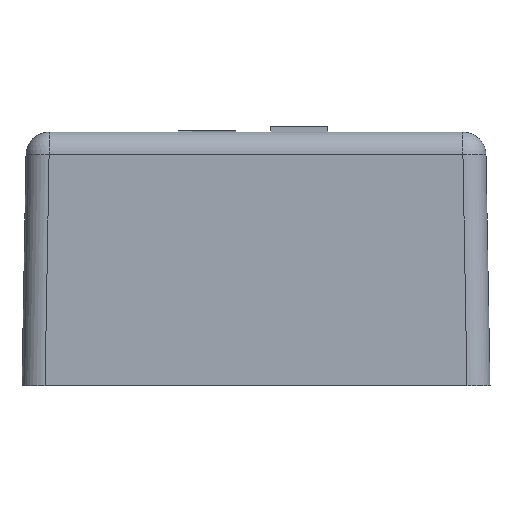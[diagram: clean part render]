
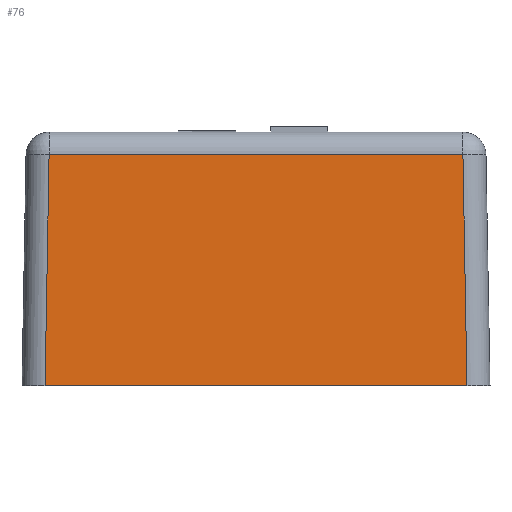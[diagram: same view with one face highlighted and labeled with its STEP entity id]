
A CAD part, left-side view. The second image highlights one B-rep face of the part: STEP entity #76.
In plain terms, the highlighted planar face has unit normal (-1, 0, 0.018).
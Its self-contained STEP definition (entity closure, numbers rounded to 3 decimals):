
#76 = ADVANCED_FACE( '', ( #172 ), #173, .T. );
#172 = FACE_OUTER_BOUND( '', #354, .T. );
#173 = PLANE( '', #355 );
#354 = EDGE_LOOP( '', ( #591, #592, #593, #594 ) );
#355 = AXIS2_PLACEMENT_3D( '', #595, #596, #597 );
#591 = ORIENTED_EDGE( '', *, *, #1324, .T. );
#592 = ORIENTED_EDGE( '', *, *, #1325, .T. );
#593 = ORIENTED_EDGE( '', *, *, #1326, .T. );
#594 = ORIENTED_EDGE( '', *, *, #1327, .T. );
#595 = CARTESIAN_POINT( '', ( -20.3, -20.3, 0. ) );
#596 = DIRECTION( '', ( -1., 0., 0.017 ) );
#597 = DIRECTION( '', ( 0.017, 0., 1. ) );
#1324 = EDGE_CURVE( '', #1588, #1589, #1590, .T. );
#1325 = EDGE_CURVE( '', #1589, #1591, #1592, .F. );
#1326 = EDGE_CURVE( '', #1591, #1593, #1594, .F. );
#1327 = EDGE_CURVE( '', #1593, #1588, #1595, .F. );
#1588 = VERTEX_POINT( '', #2058 );
#1589 = VERTEX_POINT( '', #2059 );
#1590 = LINE( '', #2060, #2061 );
#1591 = VERTEX_POINT( '', #2062 );
#1592 = LINE( '', #2063, #2064 );
#1593 = VERTEX_POINT( '', #2065 );
#1594 = LINE( '', #2066, #2067 );
#1595 = LINE( '', #2068, #2069 );
#2058 = CARTESIAN_POINT( '', ( -20.3, -18.3, 0. ) );
#2059 = CARTESIAN_POINT( '', ( -19.95, -17.951, 20.035 ) );
#2060 = CARTESIAN_POINT( '', ( -20.301, -18.301, -0.035 ) );
#2061 = VECTOR( '', #2550, 1000. );
#2062 = CARTESIAN_POINT( '', ( -19.95, 17.951, 20.035 ) );
#2063 = CARTESIAN_POINT( '', ( -19.95, 17.916, 20.035 ) );
#2064 = VECTOR( '', #2551, 1000. );
#2065 = CARTESIAN_POINT( '', ( -20.3, 18.3, 0. ) );
#2066 = CARTESIAN_POINT( '', ( -20.288, 18.289, 0.673 ) );
#2067 = VECTOR( '', #2552, 1000. );
#2068 = CARTESIAN_POINT( '', ( -20.3, -20.3, 0. ) );
#2069 = VECTOR( '', #2553, 1000. );
#2550 = DIRECTION( '', ( 0.017, 0.017, 1. ) );
#2551 = DIRECTION( '', ( 0., -1., 0. ) );
#2552 = DIRECTION( '', ( 0.017, -0.017, 1. ) );
#2553 = DIRECTION( '', ( 0., 1., 0. ) );
